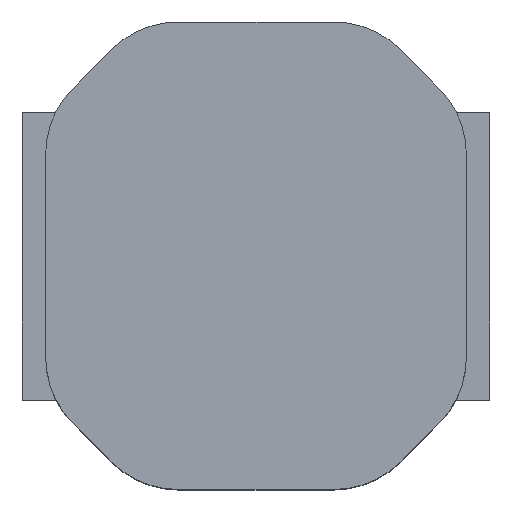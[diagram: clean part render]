
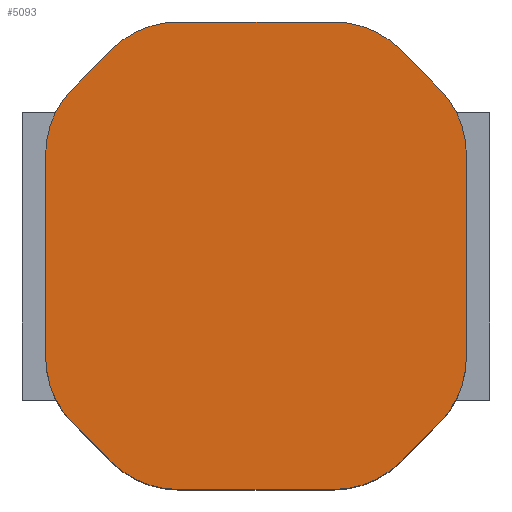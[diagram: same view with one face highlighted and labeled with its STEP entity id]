
A CAD part, top view. The second image highlights one B-rep face of the part: STEP entity #5093.
In plain terms, the highlighted planar face has unit normal (0, 0, 1).
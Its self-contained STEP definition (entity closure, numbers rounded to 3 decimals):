
#21 = DIRECTION ( 'NONE',  ( 0., 0., 1. ) ) ;
#85 = CARTESIAN_POINT ( 'NONE',  ( -1.25, 2.5, 4. ) ) ;
#146 = VERTEX_POINT ( 'NONE', #4198 ) ;
#188 = VERTEX_POINT ( 'NONE', #2049 ) ;
#218 = ORIENTED_EDGE ( 'NONE', *, *, #3299, .T. ) ;
#238 = FACE_OUTER_BOUND ( 'NONE', #409, .T. ) ;
#272 = CARTESIAN_POINT ( 'NONE',  ( -0.836, -1.5, 4. ) ) ;
#289 = EDGE_CURVE ( 'NONE', #5472, #4220, #818, .T. ) ;
#334 = CARTESIAN_POINT ( 'NONE',  ( -2.25, -1.5, 4. ) ) ;
#367 = EDGE_CURVE ( 'NONE', #3631, #3626, #2483, .T. ) ;
#375 = VERTEX_POINT ( 'NONE', #2040 ) ;
#409 = EDGE_LOOP ( 'NONE', ( #1915, #4025, #1138, #4616, #1271, #4898, #2443, #2206, #3967, #3635, #2202, #514, #604, #3036, #218, #631 ) ) ;
#414 = EDGE_CURVE ( 'NONE', #3400, #2589, #4100, .T. ) ;
#469 = VECTOR ( 'NONE', #2456, 1000. ) ;
#514 = ORIENTED_EDGE ( 'NONE', *, *, #1371, .T. ) ;
#558 = DIRECTION ( 'NONE',  ( 0., 0., 1. ) ) ;
#575 = AXIS2_PLACEMENT_3D ( 'NONE', #1707, #3408, #859 ) ;
#604 = ORIENTED_EDGE ( 'NONE', *, *, #1947, .T. ) ;
#631 = ORIENTED_EDGE ( 'NONE', *, *, #3570, .T. ) ;
#685 = LINE ( 'NONE', #2841, #4535 ) ;
#687 = DIRECTION ( 'NONE',  ( 0., 1., 0. ) ) ;
#818 = LINE ( 'NONE', #4727, #4244 ) ;
#859 = DIRECTION ( 'NONE',  ( 1., 0., 0. ) ) ;
#874 = DIRECTION ( 'NONE',  ( -0.707, -0.707, 0. ) ) ;
#1001 = DIRECTION ( 'NONE',  ( 1., 0., 0. ) ) ;
#1031 = CIRCLE ( 'NONE', #4798, 1. ) ;
#1055 = CARTESIAN_POINT ( 'NONE',  ( 2.25, 1.5, 4. ) ) ;
#1077 = DIRECTION ( 'NONE',  ( 1., 0., 0. ) ) ;
#1082 = CARTESIAN_POINT ( 'NONE',  ( -1.957, -1.793, 4. ) ) ;
#1086 = CARTESIAN_POINT ( 'NONE',  ( 1.25, 1.086, 4. ) ) ;
#1091 = EDGE_CURVE ( 'NONE', #2589, #4984, #5437, .T. ) ;
#1138 = ORIENTED_EDGE ( 'NONE', *, *, #1535, .T. ) ;
#1152 = CARTESIAN_POINT ( 'NONE',  ( -1.957, 1.793, 4. ) ) ;
#1200 = VECTOR ( 'NONE', #3325, 1000. ) ;
#1271 = ORIENTED_EDGE ( 'NONE', *, *, #367, .T. ) ;
#1371 = EDGE_CURVE ( 'NONE', #1942, #5531, #1031, .T. ) ;
#1372 = LINE ( 'NONE', #85, #5078 ) ;
#1420 = EDGE_CURVE ( 'NONE', #3626, #5246, #4257, .T. ) ;
#1529 = DIRECTION ( 'NONE',  ( 0., 0., 1. ) ) ;
#1535 = EDGE_CURVE ( 'NONE', #146, #375, #2847, .T. ) ;
#1644 = CARTESIAN_POINT ( 'NONE',  ( -1.25, 1.086, 4. ) ) ;
#1687 = CARTESIAN_POINT ( 'NONE',  ( -0.836, -2.5, 4. ) ) ;
#1705 = EDGE_CURVE ( 'NONE', #4220, #146, #4986, .T. ) ;
#1707 = CARTESIAN_POINT ( 'NONE',  ( 1.25, -1.086, 4. ) ) ;
#1725 = DIRECTION ( 'NONE',  ( 1., 0., 0. ) ) ;
#1854 = DIRECTION ( 'NONE',  ( 1., 0., 0. ) ) ;
#1880 = CARTESIAN_POINT ( 'NONE',  ( 0.836, 2.5, 4. ) ) ;
#1904 = EDGE_CURVE ( 'NONE', #5246, #188, #685, .T. ) ;
#1915 = ORIENTED_EDGE ( 'NONE', *, *, #289, .T. ) ;
#1942 = VERTEX_POINT ( 'NONE', #5548 ) ;
#1947 = EDGE_CURVE ( 'NONE', #5531, #4569, #1961, .T. ) ;
#1961 = LINE ( 'NONE', #2752, #2826 ) ;
#2033 = CARTESIAN_POINT ( 'NONE',  ( 2.25, -1.086, 4. ) ) ;
#2040 = CARTESIAN_POINT ( 'NONE',  ( -2.25, -1.086, 4. ) ) ;
#2049 = CARTESIAN_POINT ( 'NONE',  ( 0.836, -2.5, 4. ) ) ;
#2128 = CIRCLE ( 'NONE', #4203, 1. ) ;
#2202 = ORIENTED_EDGE ( 'NONE', *, *, #3516, .T. ) ;
#2206 = ORIENTED_EDGE ( 'NONE', *, *, #3496, .T. ) ;
#2281 = CARTESIAN_POINT ( 'NONE',  ( -0.836, 2.5, 4. ) ) ;
#2332 = CARTESIAN_POINT ( 'NONE',  ( -1.543, -2.207, 4. ) ) ;
#2363 = LINE ( 'NONE', #1055, #4536 ) ;
#2367 = CARTESIAN_POINT ( 'NONE',  ( -2.25, 1.5, 4. ) ) ;
#2371 = VECTOR ( 'NONE', #4961, 1000. ) ;
#2443 = ORIENTED_EDGE ( 'NONE', *, *, #1904, .T. ) ;
#2453 = AXIS2_PLACEMENT_3D ( 'NONE', #272, #3261, #4505 ) ;
#2456 = DIRECTION ( 'NONE',  ( 0.707, -0.707, 0. ) ) ;
#2483 = LINE ( 'NONE', #334, #469 ) ;
#2589 = VERTEX_POINT ( 'NONE', #3542 ) ;
#2752 = CARTESIAN_POINT ( 'NONE',  ( 1.25, 2.5, 4. ) ) ;
#2770 = CARTESIAN_POINT ( 'NONE',  ( 0.836, -1.5, 4. ) ) ;
#2784 = CARTESIAN_POINT ( 'NONE',  ( 0.836, 1.5, 4. ) ) ;
#2824 = CIRCLE ( 'NONE', #3538, 1. ) ;
#2826 = VECTOR ( 'NONE', #4018, 1000. ) ;
#2841 = CARTESIAN_POINT ( 'NONE',  ( -1.25, -2.5, 4. ) ) ;
#2847 = LINE ( 'NONE', #2367, #2371 ) ;
#3003 = AXIS2_PLACEMENT_3D ( 'NONE', #1644, #21, #1725 ) ;
#3036 = ORIENTED_EDGE ( 'NONE', *, *, #4497, .T. ) ;
#3261 = DIRECTION ( 'NONE',  ( 0., 0., 1. ) ) ;
#3299 = EDGE_CURVE ( 'NONE', #4455, #5015, #1372, .T. ) ;
#3314 = DIRECTION ( 'NONE',  ( 1., 0., 0. ) ) ;
#3325 = DIRECTION ( 'NONE',  ( 0.707, 0.707, 0. ) ) ;
#3400 = VERTEX_POINT ( 'NONE', #4339 ) ;
#3402 = AXIS2_PLACEMENT_3D ( 'NONE', #4076, #4049, #1077 ) ;
#3408 = DIRECTION ( 'NONE',  ( 0., 0., 1. ) ) ;
#3496 = EDGE_CURVE ( 'NONE', #188, #3400, #2824, .T. ) ;
#3516 = EDGE_CURVE ( 'NONE', #4984, #1942, #2363, .T. ) ;
#3538 = AXIS2_PLACEMENT_3D ( 'NONE', #2770, #4479, #1001 ) ;
#3542 = CARTESIAN_POINT ( 'NONE',  ( 1.957, -1.793, 4. ) ) ;
#3570 = EDGE_CURVE ( 'NONE', #5015, #5472, #4082, .T. ) ;
#3626 = VERTEX_POINT ( 'NONE', #2332 ) ;
#3631 = VERTEX_POINT ( 'NONE', #1082 ) ;
#3635 = ORIENTED_EDGE ( 'NONE', *, *, #1091, .T. ) ;
#3809 = AXIS2_PLACEMENT_3D ( 'NONE', #4026, #1529, #4083 ) ;
#3889 = DIRECTION ( 'NONE',  ( -1., 0., 0. ) ) ;
#3919 = DIRECTION ( 'NONE',  ( 0., 0., 1. ) ) ;
#3967 = ORIENTED_EDGE ( 'NONE', *, *, #414, .T. ) ;
#4018 = DIRECTION ( 'NONE',  ( -0.707, 0.707, 0. ) ) ;
#4025 = ORIENTED_EDGE ( 'NONE', *, *, #1705, .T. ) ;
#4026 = CARTESIAN_POINT ( 'NONE',  ( -0.836, 1.5, 4. ) ) ;
#4042 = CARTESIAN_POINT ( 'NONE',  ( -1.543, 2.207, 4. ) ) ;
#4049 = DIRECTION ( 'NONE',  ( 0., 0., 1. ) ) ;
#4076 = CARTESIAN_POINT ( 'NONE',  ( 0., 0., 4. ) ) ;
#4082 = CIRCLE ( 'NONE', #3809, 1. ) ;
#4083 = DIRECTION ( 'NONE',  ( 1., 0., 0. ) ) ;
#4100 = LINE ( 'NONE', #5485, #1200 ) ;
#4198 = CARTESIAN_POINT ( 'NONE',  ( -2.25, 1.086, 4. ) ) ;
#4203 = AXIS2_PLACEMENT_3D ( 'NONE', #2784, #558, #1854 ) ;
#4220 = VERTEX_POINT ( 'NONE', #1152 ) ;
#4244 = VECTOR ( 'NONE', #874, 1000. ) ;
#4257 = CIRCLE ( 'NONE', #2453, 1. ) ;
#4339 = CARTESIAN_POINT ( 'NONE',  ( 1.543, -2.207, 4. ) ) ;
#4455 = VERTEX_POINT ( 'NONE', #1880 ) ;
#4479 = DIRECTION ( 'NONE',  ( 0., 0., 1. ) ) ;
#4497 = EDGE_CURVE ( 'NONE', #4569, #4455, #2128, .T. ) ;
#4505 = DIRECTION ( 'NONE',  ( 1., 0., 0. ) ) ;
#4535 = VECTOR ( 'NONE', #5014, 1000. ) ;
#4536 = VECTOR ( 'NONE', #687, 1000. ) ;
#4569 = VERTEX_POINT ( 'NONE', #4688 ) ;
#4616 = ORIENTED_EDGE ( 'NONE', *, *, #4847, .T. ) ;
#4661 = CARTESIAN_POINT ( 'NONE',  ( 1.957, 1.793, 4. ) ) ;
#4688 = CARTESIAN_POINT ( 'NONE',  ( 1.543, 2.207, 4. ) ) ;
#4727 = CARTESIAN_POINT ( 'NONE',  ( -2.25, 1.5, 4. ) ) ;
#4765 = DIRECTION ( 'NONE',  ( 1., 0., 0. ) ) ;
#4798 = AXIS2_PLACEMENT_3D ( 'NONE', #1086, #5396, #3314 ) ;
#4846 = CARTESIAN_POINT ( 'NONE',  ( -1.25, -1.086, 4. ) ) ;
#4847 = EDGE_CURVE ( 'NONE', #375, #3631, #5025, .T. ) ;
#4898 = ORIENTED_EDGE ( 'NONE', *, *, #1420, .T. ) ;
#4961 = DIRECTION ( 'NONE',  ( 0., -1., 0. ) ) ;
#4984 = VERTEX_POINT ( 'NONE', #2033 ) ;
#4986 = CIRCLE ( 'NONE', #3003, 1. ) ;
#5010 = PLANE ( 'NONE',  #3402 ) ;
#5014 = DIRECTION ( 'NONE',  ( 1., 0., 0. ) ) ;
#5015 = VERTEX_POINT ( 'NONE', #2281 ) ;
#5022 = AXIS2_PLACEMENT_3D ( 'NONE', #4846, #3919, #4765 ) ;
#5025 = CIRCLE ( 'NONE', #5022, 1. ) ;
#5078 = VECTOR ( 'NONE', #3889, 1000. ) ;
#5093 = ADVANCED_FACE ( 'NONE', ( #238 ), #5010, .T. ) ;
#5246 = VERTEX_POINT ( 'NONE', #1687 ) ;
#5396 = DIRECTION ( 'NONE',  ( 0., 0., 1. ) ) ;
#5437 = CIRCLE ( 'NONE', #575, 1. ) ;
#5472 = VERTEX_POINT ( 'NONE', #4042 ) ;
#5485 = CARTESIAN_POINT ( 'NONE',  ( 2.25, -1.5, 4. ) ) ;
#5531 = VERTEX_POINT ( 'NONE', #4661 ) ;
#5548 = CARTESIAN_POINT ( 'NONE',  ( 2.25, 1.086, 4. ) ) ;
